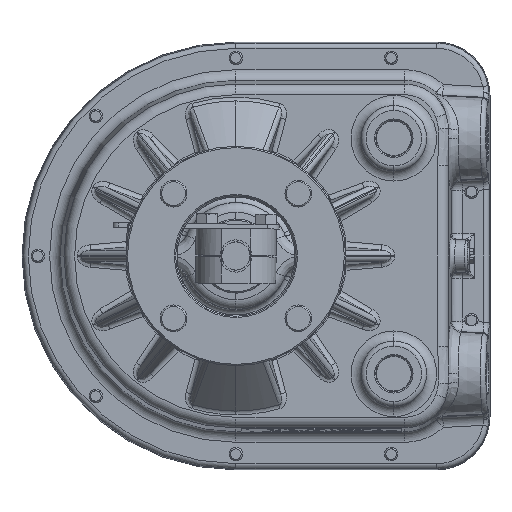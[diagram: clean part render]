
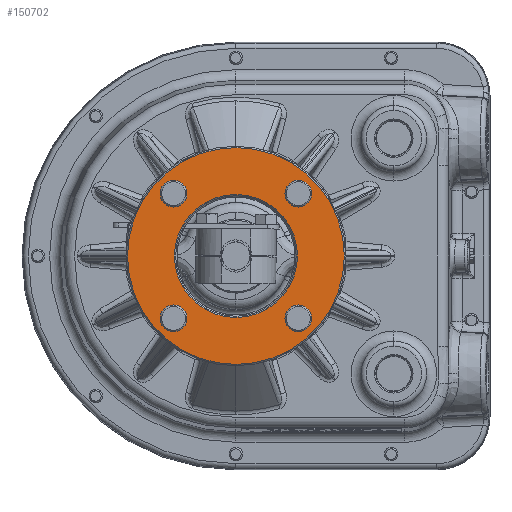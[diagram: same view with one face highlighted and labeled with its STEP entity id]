
A CAD part, front view. The second image highlights one B-rep face of the part: STEP entity #150702.
In plain terms, the highlighted planar face has unit normal (0, -1, 0).
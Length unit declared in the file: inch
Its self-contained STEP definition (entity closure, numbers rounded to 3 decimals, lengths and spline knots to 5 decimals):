
#1028 = EDGE_CURVE ( 'NONE', #37569, #43108, #107543, .T. ) ;
#7050 = AXIS2_PLACEMENT_3D ( 'NONE', #125908, #99182, #100883 ) ;
#7432 = CARTESIAN_POINT ( 'NONE',  ( 0., -10.229, 0. ) ) ;
#8233 = CIRCLE ( 'NONE', #82431, 1.4375 ) ;
#8276 = AXIS2_PLACEMENT_3D ( 'NONE', #164778, #124229, #110475 ) ;
#8789 = EDGE_LOOP ( 'NONE', ( #91287, #146318 ) ) ;
#9214 = PLANE ( 'NONE',  #87848 ) ;
#16922 = CARTESIAN_POINT ( 'NONE',  ( 0., -10.229, 0. ) ) ;
#18659 = CIRCLE ( 'NONE', #38036, 0.3125 ) ;
#18680 = EDGE_CURVE ( 'NONE', #153454, #80108, #46720, .T. ) ;
#19046 = CARTESIAN_POINT ( 'NONE',  ( -1.45664, -10.229, 1.45664 ) ) ;
#19564 = FACE_OUTER_BOUND ( 'NONE', #34517, .T. ) ;
#25401 = EDGE_CURVE ( 'NONE', #80108, #153454, #136807, .T. ) ;
#31121 = DIRECTION ( 'NONE',  ( -1., 0., 0. ) ) ;
#31868 = CARTESIAN_POINT ( 'NONE',  ( 0., -10.229, 2.5315 ) ) ;
#33230 = AXIS2_PLACEMENT_3D ( 'NONE', #7432, #135929, #73777 ) ;
#34517 = EDGE_LOOP ( 'NONE', ( #157976, #62779 ) ) ;
#35468 = CIRCLE ( 'NONE', #65728, 2.5315 ) ;
#35555 = DIRECTION ( 'NONE',  ( 0., -1., 0. ) ) ;
#35935 = EDGE_CURVE ( 'NONE', #141593, #150810, #140293, .T. ) ;
#35956 = CARTESIAN_POINT ( 'NONE',  ( -1.4065, -10.229, 0. ) ) ;
#36131 = EDGE_CURVE ( 'NONE', #43108, #37569, #8233, .T. ) ;
#37569 = VERTEX_POINT ( 'NONE', #42263 ) ;
#38036 = AXIS2_PLACEMENT_3D ( 'NONE', #140261, #44609, #139377 ) ;
#40277 = EDGE_LOOP ( 'NONE', ( #118135, #150880 ) ) ;
#40484 = EDGE_LOOP ( 'NONE', ( #57075, #91245 ) ) ;
#42263 = CARTESIAN_POINT ( 'NONE',  ( 0., -10.229, -1.4375 ) ) ;
#43108 = VERTEX_POINT ( 'NONE', #141672 ) ;
#43729 = CIRCLE ( 'NONE', #123442, 0.3125 ) ;
#44494 = DIRECTION ( 'NONE',  ( 0., 0., -1. ) ) ;
#44609 = DIRECTION ( 'NONE',  ( 0., -1., 0. ) ) ;
#46299 = FACE_BOUND ( 'NONE', #142377, .T. ) ;
#46605 = DIRECTION ( 'NONE',  ( 0., -1., 0. ) ) ;
#46720 = CIRCLE ( 'NONE', #110050, 0.3125 ) ;
#48360 = CARTESIAN_POINT ( 'NONE',  ( 0., -10.229, 0. ) ) ;
#51790 = EDGE_LOOP ( 'NONE', ( #144338, #167842 ) ) ;
#52016 = AXIS2_PLACEMENT_3D ( 'NONE', #127695, #100938, #139753 ) ;
#52257 = CARTESIAN_POINT ( 'NONE',  ( -1.45664, -10.229, 1.76914 ) ) ;
#52644 = VERTEX_POINT ( 'NONE', #31868 ) ;
#56054 = VERTEX_POINT ( 'NONE', #117574 ) ;
#57075 = ORIENTED_EDGE ( 'NONE', *, *, #169373, .F. ) ;
#57750 = EDGE_CURVE ( 'NONE', #170498, #52644, #149544, .T. ) ;
#60576 = VERTEX_POINT ( 'NONE', #133602 ) ;
#61800 = ORIENTED_EDGE ( 'NONE', *, *, #147793, .F. ) ;
#62178 = DIRECTION ( 'NONE',  ( -1., 0., 0. ) ) ;
#62526 = AXIS2_PLACEMENT_3D ( 'NONE', #77729, #35555, #76020 ) ;
#62779 = ORIENTED_EDGE ( 'NONE', *, *, #68001, .T. ) ;
#62990 = DIRECTION ( 'NONE',  ( 0., 1., 0. ) ) ;
#65728 = AXIS2_PLACEMENT_3D ( 'NONE', #73261, #46605, #151802 ) ;
#68001 = EDGE_CURVE ( 'NONE', #52644, #170498, #35468, .T. ) ;
#69942 = DIRECTION ( 'NONE',  ( 0., -1., 0. ) ) ;
#71581 = CARTESIAN_POINT ( 'NONE',  ( 1.45664, -10.229, 1.14414 ) ) ;
#73261 = CARTESIAN_POINT ( 'NONE',  ( 0., -10.229, 0. ) ) ;
#73777 = DIRECTION ( 'NONE',  ( 0., 0., -1. ) ) ;
#76020 = DIRECTION ( 'NONE',  ( -1., 0., 0. ) ) ;
#77061 = CIRCLE ( 'NONE', #8276, 0.3125 ) ;
#77140 = CARTESIAN_POINT ( 'NONE',  ( -1.45664, -10.229, -1.76914 ) ) ;
#77729 = CARTESIAN_POINT ( 'NONE',  ( 1.45664, -10.229, 1.45664 ) ) ;
#80108 = VERTEX_POINT ( 'NONE', #131261 ) ;
#82431 = AXIS2_PLACEMENT_3D ( 'NONE', #48360, #62990, #101766 ) ;
#87848 = AXIS2_PLACEMENT_3D ( 'NONE', #35956, #154937, #166137 ) ;
#88562 = FACE_BOUND ( 'NONE', #40277, .T. ) ;
#91245 = ORIENTED_EDGE ( 'NONE', *, *, #35935, .F. ) ;
#91287 = ORIENTED_EDGE ( 'NONE', *, *, #25401, .F. ) ;
#94759 = CARTESIAN_POINT ( 'NONE',  ( 1.45664, -10.229, -1.76914 ) ) ;
#95173 = CIRCLE ( 'NONE', #7050, 0.3125 ) ;
#97972 = EDGE_CURVE ( 'NONE', #56054, #145515, #95173, .T. ) ;
#99182 = DIRECTION ( 'NONE',  ( 0., -1., 0. ) ) ;
#100747 = DIRECTION ( 'NONE',  ( 0., -1., 0. ) ) ;
#100883 = DIRECTION ( 'NONE',  ( -1., 0., 0. ) ) ;
#100938 = DIRECTION ( 'NONE',  ( 0., -1., 0. ) ) ;
#101766 = DIRECTION ( 'NONE',  ( 0., 0., -1. ) ) ;
#102047 = ORIENTED_EDGE ( 'NONE', *, *, #97972, .F. ) ;
#105622 = VERTEX_POINT ( 'NONE', #94759 ) ;
#107543 = CIRCLE ( 'NONE', #33230, 1.4375 ) ;
#109620 = EDGE_CURVE ( 'NONE', #105622, #60576, #43729, .T. ) ;
#110050 = AXIS2_PLACEMENT_3D ( 'NONE', #115454, #100747, #156776 ) ;
#110475 = DIRECTION ( 'NONE',  ( -1., 0., 0. ) ) ;
#112672 = FACE_BOUND ( 'NONE', #40484, .T. ) ;
#115454 = CARTESIAN_POINT ( 'NONE',  ( 1.45664, -10.229, 1.45664 ) ) ;
#117574 = CARTESIAN_POINT ( 'NONE',  ( -1.45664, -10.229, -1.14414 ) ) ;
#118135 = ORIENTED_EDGE ( 'NONE', *, *, #36131, .T. ) ;
#121099 = AXIS2_PLACEMENT_3D ( 'NONE', #19046, #69942, #31121 ) ;
#123442 = AXIS2_PLACEMENT_3D ( 'NONE', #124278, #155332, #62178 ) ;
#123477 = CIRCLE ( 'NONE', #52016, 0.3125 ) ;
#124229 = DIRECTION ( 'NONE',  ( 0., -1., 0. ) ) ;
#124278 = CARTESIAN_POINT ( 'NONE',  ( 1.45664, -10.229, -1.45664 ) ) ;
#125908 = CARTESIAN_POINT ( 'NONE',  ( -1.45664, -10.229, -1.45664 ) ) ;
#126157 = EDGE_CURVE ( 'NONE', #60576, #105622, #77061, .T. ) ;
#127695 = CARTESIAN_POINT ( 'NONE',  ( -1.45664, -10.229, -1.45664 ) ) ;
#128181 = FACE_BOUND ( 'NONE', #51790, .T. ) ;
#131261 = CARTESIAN_POINT ( 'NONE',  ( 1.45664, -10.229, 1.76914 ) ) ;
#133602 = CARTESIAN_POINT ( 'NONE',  ( 1.45664, -10.229, -1.14414 ) ) ;
#135929 = DIRECTION ( 'NONE',  ( 0., 1., 0. ) ) ;
#136807 = CIRCLE ( 'NONE', #62526, 0.3125 ) ;
#137492 = CARTESIAN_POINT ( 'NONE',  ( -1.45664, -10.229, 1.14414 ) ) ;
#139377 = DIRECTION ( 'NONE',  ( -1., 0., 0. ) ) ;
#139753 = DIRECTION ( 'NONE',  ( -1., 0., 0. ) ) ;
#140257 = FACE_BOUND ( 'NONE', #8789, .T. ) ;
#140261 = CARTESIAN_POINT ( 'NONE',  ( -1.45664, -10.229, 1.45664 ) ) ;
#140293 = CIRCLE ( 'NONE', #121099, 0.3125 ) ;
#141593 = VERTEX_POINT ( 'NONE', #137492 ) ;
#141672 = CARTESIAN_POINT ( 'NONE',  ( 0., -10.229, 1.4375 ) ) ;
#142377 = EDGE_LOOP ( 'NONE', ( #102047, #61800 ) ) ;
#144338 = ORIENTED_EDGE ( 'NONE', *, *, #126157, .F. ) ;
#145515 = VERTEX_POINT ( 'NONE', #77140 ) ;
#146318 = ORIENTED_EDGE ( 'NONE', *, *, #18680, .F. ) ;
#147793 = EDGE_CURVE ( 'NONE', #145515, #56054, #123477, .T. ) ;
#149544 = CIRCLE ( 'NONE', #160602, 2.5315 ) ;
#150702 = ADVANCED_FACE ( 'NONE', ( #88562, #140257, #128181, #46299, #112672, #19564 ), #9214, .F. ) ;
#150810 = VERTEX_POINT ( 'NONE', #52257 ) ;
#150880 = ORIENTED_EDGE ( 'NONE', *, *, #1028, .T. ) ;
#151802 = DIRECTION ( 'NONE',  ( 0., 0., -1. ) ) ;
#153454 = VERTEX_POINT ( 'NONE', #71581 ) ;
#154937 = DIRECTION ( 'NONE',  ( 0., 1., 0. ) ) ;
#155332 = DIRECTION ( 'NONE',  ( 0., -1., 0. ) ) ;
#156776 = DIRECTION ( 'NONE',  ( -1., 0., 0. ) ) ;
#157976 = ORIENTED_EDGE ( 'NONE', *, *, #57750, .T. ) ;
#160602 = AXIS2_PLACEMENT_3D ( 'NONE', #16922, #162595, #44494 ) ;
#162595 = DIRECTION ( 'NONE',  ( 0., -1., 0. ) ) ;
#164778 = CARTESIAN_POINT ( 'NONE',  ( 1.45664, -10.229, -1.45664 ) ) ;
#165518 = CARTESIAN_POINT ( 'NONE',  ( 0., -10.229, -2.5315 ) ) ;
#166137 = DIRECTION ( 'NONE',  ( 0., 0., -1. ) ) ;
#167842 = ORIENTED_EDGE ( 'NONE', *, *, #109620, .F. ) ;
#169373 = EDGE_CURVE ( 'NONE', #150810, #141593, #18659, .T. ) ;
#170498 = VERTEX_POINT ( 'NONE', #165518 ) ;
